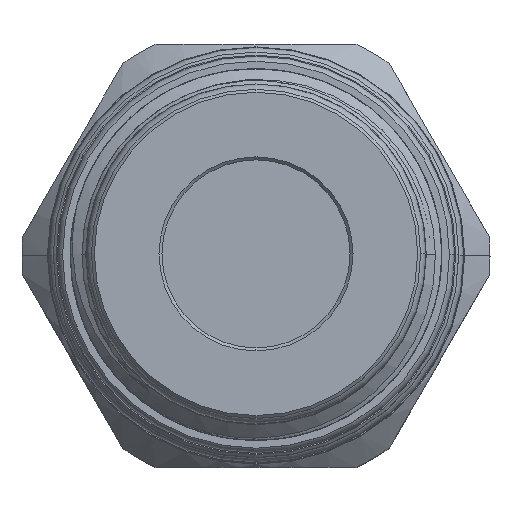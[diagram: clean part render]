
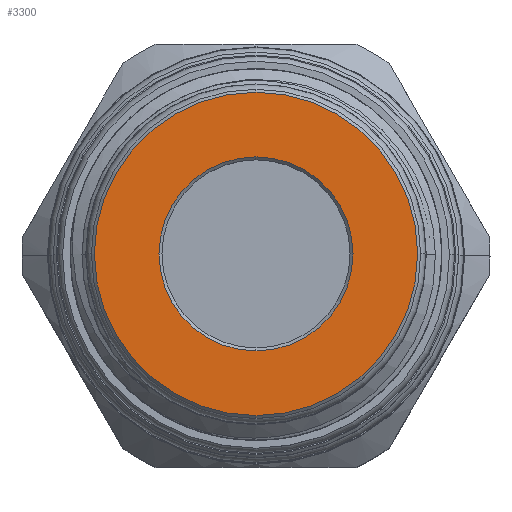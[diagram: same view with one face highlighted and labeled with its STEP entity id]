
A CAD part, top view. The second image highlights one B-rep face of the part: STEP entity #3300.
In plain terms, the highlighted planar face has unit normal (0, 0, 1).
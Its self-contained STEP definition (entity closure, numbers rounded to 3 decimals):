
#366 = CARTESIAN_POINT ( 'NONE',  ( 0., 0., 19.06 ) ) ;
#471 = AXIS2_PLACEMENT_3D ( 'NONE', #4893, #1417, #6196 ) ;
#1417 = DIRECTION ( 'NONE',  ( 0., 0., -1. ) ) ;
#1475 = VERTEX_POINT ( 'NONE', #1604 ) ;
#1604 = CARTESIAN_POINT ( 'NONE',  ( 0., 6.55, 19.06 ) ) ;
#1609 = FACE_OUTER_BOUND ( 'NONE', #5661, .T. ) ;
#1739 = DIRECTION ( 'NONE',  ( 0., 0., -1. ) ) ;
#1874 = EDGE_CURVE ( 'NONE', #8369, #2751, #4642, .T. ) ;
#2002 = DIRECTION ( 'NONE',  ( 0., 0., -1. ) ) ;
#2054 = CIRCLE ( 'NONE', #8702, 6.55 ) ;
#2690 = CARTESIAN_POINT ( 'NONE',  ( 0., 10.915, 19.06 ) ) ;
#2734 = EDGE_CURVE ( 'NONE', #8751, #1475, #7073, .T. ) ;
#2738 = ORIENTED_EDGE ( 'NONE', *, *, #8685, .T. ) ;
#2751 = VERTEX_POINT ( 'NONE', #8122 ) ;
#3047 = DIRECTION ( 'NONE',  ( 0., -1., 0. ) ) ;
#3300 = ADVANCED_FACE ( 'NONE', ( #6752, #1609 ), #3460, .T. ) ;
#3460 = PLANE ( 'NONE',  #8050 ) ;
#3523 = CARTESIAN_POINT ( 'NONE',  ( 0., 0., 19.06 ) ) ;
#4155 = ORIENTED_EDGE ( 'NONE', *, *, #1874, .F. ) ;
#4441 = EDGE_LOOP ( 'NONE', ( #2738, #5678 ) ) ;
#4642 = CIRCLE ( 'NONE', #5791, 10.915 ) ;
#4864 = DIRECTION ( 'NONE',  ( 0., 1., 0. ) ) ;
#4893 = CARTESIAN_POINT ( 'NONE',  ( 0., 0., 19.06 ) ) ;
#5071 = CARTESIAN_POINT ( 'NONE',  ( 0., 0., 19.06 ) ) ;
#5244 = EDGE_CURVE ( 'NONE', #2751, #8369, #7853, .T. ) ;
#5343 = CARTESIAN_POINT ( 'NONE',  ( 0., -6.55, 19.06 ) ) ;
#5390 = AXIS2_PLACEMENT_3D ( 'NONE', #8813, #2002, #8728 ) ;
#5661 = EDGE_LOOP ( 'NONE', ( #6867, #4155 ) ) ;
#5678 = ORIENTED_EDGE ( 'NONE', *, *, #2734, .T. ) ;
#5791 = AXIS2_PLACEMENT_3D ( 'NONE', #5071, #6437, #3047 ) ;
#5915 = DIRECTION ( 'NONE',  ( 0., -1., 0. ) ) ;
#6196 = DIRECTION ( 'NONE',  ( 0., -1., 0. ) ) ;
#6437 = DIRECTION ( 'NONE',  ( 0., 0., -1. ) ) ;
#6752 = FACE_BOUND ( 'NONE', #4441, .T. ) ;
#6867 = ORIENTED_EDGE ( 'NONE', *, *, #5244, .F. ) ;
#6971 = DIRECTION ( 'NONE',  ( 0., 0., 1. ) ) ;
#7073 = CIRCLE ( 'NONE', #5390, 6.55 ) ;
#7853 = CIRCLE ( 'NONE', #471, 10.915 ) ;
#8050 = AXIS2_PLACEMENT_3D ( 'NONE', #3523, #6971, #4864 ) ;
#8122 = CARTESIAN_POINT ( 'NONE',  ( 0., -10.915, 19.06 ) ) ;
#8369 = VERTEX_POINT ( 'NONE', #2690 ) ;
#8685 = EDGE_CURVE ( 'NONE', #1475, #8751, #2054, .T. ) ;
#8702 = AXIS2_PLACEMENT_3D ( 'NONE', #366, #1739, #5915 ) ;
#8728 = DIRECTION ( 'NONE',  ( 0., -1., 0. ) ) ;
#8751 = VERTEX_POINT ( 'NONE', #5343 ) ;
#8813 = CARTESIAN_POINT ( 'NONE',  ( 0., 0., 19.06 ) ) ;
